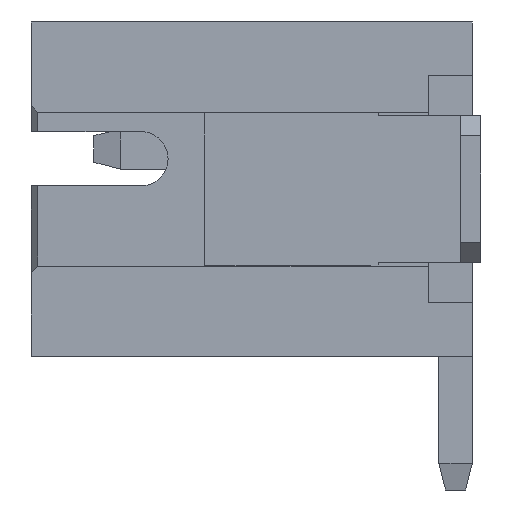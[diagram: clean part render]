
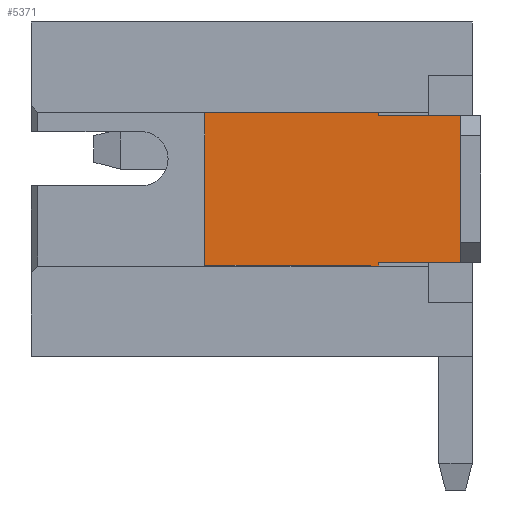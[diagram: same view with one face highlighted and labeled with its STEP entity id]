
A CAD part, left-side view. The second image highlights one B-rep face of the part: STEP entity #5371.
In plain terms, the highlighted planar face has unit normal (-1, 0, 0).
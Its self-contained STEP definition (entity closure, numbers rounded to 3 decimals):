
#204 = VECTOR ( 'NONE', #9291, 1000. ) ;
#266 = CARTESIAN_POINT ( 'NONE',  ( -9.575, -1.9, 1.1 ) ) ;
#327 = LINE ( 'NONE', #6738, #204 ) ;
#367 = ORIENTED_EDGE ( 'NONE', *, *, #8518, .T. ) ;
#408 = FACE_OUTER_BOUND ( 'NONE', #1813, .T. ) ;
#494 = ORIENTED_EDGE ( 'NONE', *, *, #6735, .T. ) ;
#741 = LINE ( 'NONE', #6275, #9987 ) ;
#915 = DIRECTION ( 'NONE',  ( 0., 1., -0.004 ) ) ;
#934 = VERTEX_POINT ( 'NONE', #4106 ) ;
#968 = EDGE_CURVE ( 'NONE', #4944, #934, #9248, .T. ) ;
#1163 = ORIENTED_EDGE ( 'NONE', *, *, #5825, .T. ) ;
#1166 = DIRECTION ( 'NONE',  ( 0., -1., 0. ) ) ;
#1813 = EDGE_LOOP ( 'NONE', ( #367, #1163, #9616, #494, #4000, #6314, #4188, #4094 ) ) ;
#2004 = CARTESIAN_POINT ( 'NONE',  ( -9.575, -1.9, -1.15 ) ) ;
#2433 = VERTEX_POINT ( 'NONE', #2004 ) ;
#2475 = CARTESIAN_POINT ( 'NONE',  ( -9.575, -1.9, -1.1 ) ) ;
#2690 = VERTEX_POINT ( 'NONE', #2475 ) ;
#3112 = CARTESIAN_POINT ( 'NONE',  ( -9.575, 0.7, -1.14 ) ) ;
#3336 = CARTESIAN_POINT ( 'NONE',  ( -9.575, -1.9, 1.15 ) ) ;
#3408 = VECTOR ( 'NONE', #1166, 1000. ) ;
#3493 = CARTESIAN_POINT ( 'NONE',  ( -9.575, 0.7, 1.14 ) ) ;
#3513 = VECTOR ( 'NONE', #4077, 1000. ) ;
#3894 = DIRECTION ( 'NONE',  ( 0., 0., -1. ) ) ;
#4000 = ORIENTED_EDGE ( 'NONE', *, *, #5478, .T. ) ;
#4073 = DIRECTION ( 'NONE',  ( 0., 0., 1. ) ) ;
#4077 = DIRECTION ( 'NONE',  ( 0., 0., 1. ) ) ;
#4094 = ORIENTED_EDGE ( 'NONE', *, *, #9237, .T. ) ;
#4106 = CARTESIAN_POINT ( 'NONE',  ( -9.575, -1.9, 1.15 ) ) ;
#4188 = ORIENTED_EDGE ( 'NONE', *, *, #6605, .T. ) ;
#4249 = VECTOR ( 'NONE', #915, 1000. ) ;
#4826 = LINE ( 'NONE', #5332, #9207 ) ;
#4944 = VERTEX_POINT ( 'NONE', #266 ) ;
#5052 = CARTESIAN_POINT ( 'NONE',  ( -9.575, -3.13, -1.1 ) ) ;
#5274 = LINE ( 'NONE', #3112, #10279 ) ;
#5332 = CARTESIAN_POINT ( 'NONE',  ( -9.575, 0.7, -1.14 ) ) ;
#5371 = ADVANCED_FACE ( 'NONE', ( #408 ), #5981, .F. ) ;
#5478 = EDGE_CURVE ( 'NONE', #8309, #8571, #5274, .T. ) ;
#5497 = DIRECTION ( 'NONE',  ( 0., 1., 0. ) ) ;
#5825 = EDGE_CURVE ( 'NONE', #6005, #4944, #741, .T. ) ;
#5981 = PLANE ( 'NONE',  #9126 ) ;
#6005 = VERTEX_POINT ( 'NONE', #9547 ) ;
#6022 = CARTESIAN_POINT ( 'NONE',  ( -9.575, 0.7, -1.14 ) ) ;
#6275 = CARTESIAN_POINT ( 'NONE',  ( -9.575, -1.9, 1.1 ) ) ;
#6314 = ORIENTED_EDGE ( 'NONE', *, *, #8701, .T. ) ;
#6380 = DIRECTION ( 'NONE',  ( 0., -1., -0.004 ) ) ;
#6605 = EDGE_CURVE ( 'NONE', #2433, #2690, #8641, .T. ) ;
#6735 = EDGE_CURVE ( 'NONE', #934, #8309, #9608, .T. ) ;
#6738 = CARTESIAN_POINT ( 'NONE',  ( -9.575, -3.13, 1.1 ) ) ;
#7227 = VECTOR ( 'NONE', #4073, 1000. ) ;
#7644 = VERTEX_POINT ( 'NONE', #5052 ) ;
#7692 = DIRECTION ( 'NONE',  ( 0., 0., 1. ) ) ;
#8147 = LINE ( 'NONE', #8369, #3408 ) ;
#8309 = VERTEX_POINT ( 'NONE', #3493 ) ;
#8369 = CARTESIAN_POINT ( 'NONE',  ( -9.575, -1.9, -1.1 ) ) ;
#8518 = EDGE_CURVE ( 'NONE', #7644, #6005, #327, .T. ) ;
#8571 = VERTEX_POINT ( 'NONE', #6022 ) ;
#8641 = LINE ( 'NONE', #9611, #3513 ) ;
#8701 = EDGE_CURVE ( 'NONE', #8571, #2433, #4826, .T. ) ;
#9012 = CARTESIAN_POINT ( 'NONE',  ( -9.575, 0.7, 1.14 ) ) ;
#9120 = CARTESIAN_POINT ( 'NONE',  ( -9.575, -3.3, 0. ) ) ;
#9126 = AXIS2_PLACEMENT_3D ( 'NONE', #9120, #10106, #7692 ) ;
#9207 = VECTOR ( 'NONE', #6380, 1000. ) ;
#9237 = EDGE_CURVE ( 'NONE', #2690, #7644, #8147, .T. ) ;
#9248 = LINE ( 'NONE', #3336, #7227 ) ;
#9291 = DIRECTION ( 'NONE',  ( 0., 0., 1. ) ) ;
#9547 = CARTESIAN_POINT ( 'NONE',  ( -9.575, -3.13, 1.1 ) ) ;
#9608 = LINE ( 'NONE', #9012, #4249 ) ;
#9611 = CARTESIAN_POINT ( 'NONE',  ( -9.575, -1.9, -1.15 ) ) ;
#9616 = ORIENTED_EDGE ( 'NONE', *, *, #968, .T. ) ;
#9987 = VECTOR ( 'NONE', #5497, 1000. ) ;
#10106 = DIRECTION ( 'NONE',  ( 1., 0., 0. ) ) ;
#10279 = VECTOR ( 'NONE', #3894, 1000. ) ;
